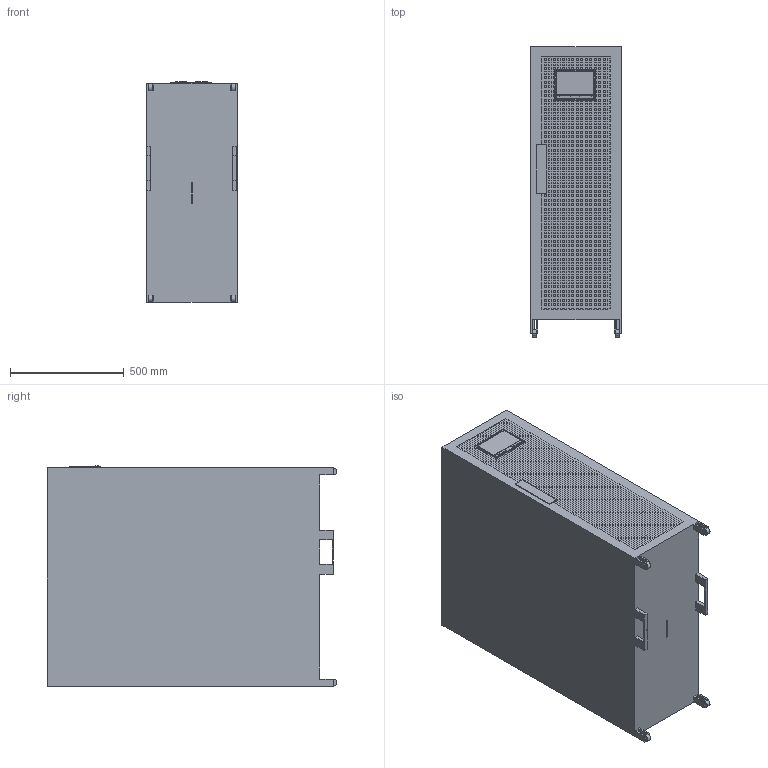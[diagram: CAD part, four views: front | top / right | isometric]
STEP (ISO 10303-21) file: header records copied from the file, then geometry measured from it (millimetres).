
FILE_DESCRIPTION (( 'STEP AP203' ), '1' );
FILE_NAME ('MPOB-060-3-00.STEP', '2023-10-13T08:12:55', ( '' ), ( '' ), 'SwSTEP 2.0', 'SolidWorks 2022', '' );
FILE_SCHEMA (( 'CONFIG_CONTROL_DESIGN' ));
Products named in the file (1): MPOB-060-3-00
Bounding box: 400 x 1275.29 x 968.8 mm (x, y, z)
Volume: 461248749.4 mm3; surface area: 4126543.7 mm2
Topology: 1 solids, 1 shells, 4094 faces, 10192 edges, 6778 vertices
Faces by surface type: plane 4086, cylinder 8
Entity records: 119133 total; most frequent: CARTESIAN_POINT 21065, ORIENTED_EDGE 20384, DIRECTION 18398, EDGE_CURVE 10192, VECTOR 10176, LINE 10176, VERTEX_POINT 6778, EDGE_LOOP 4784
